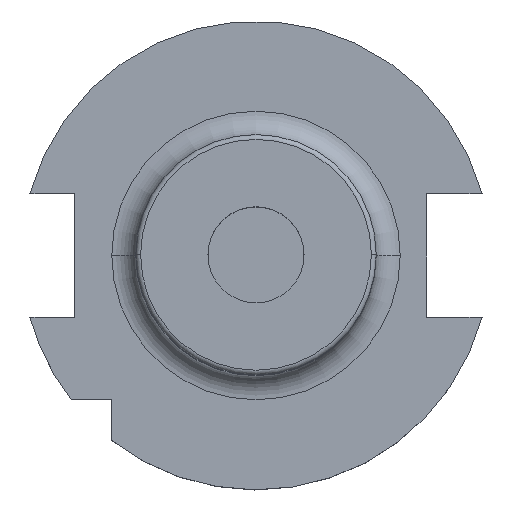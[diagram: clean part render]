
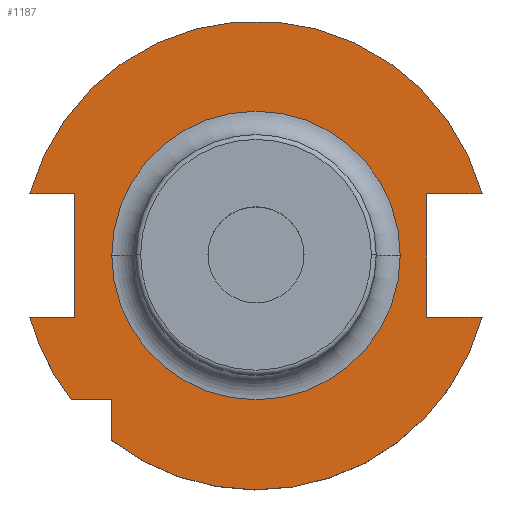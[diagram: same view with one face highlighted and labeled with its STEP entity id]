
A CAD part, top view. The second image highlights one B-rep face of the part: STEP entity #1187.
In plain terms, the highlighted planar face has unit normal (0, 0, 1).
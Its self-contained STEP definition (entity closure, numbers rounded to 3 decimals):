
#15 = CARTESIAN_POINT ( 'NONE',  ( 47.026, 12.85, 19.1 ) ) ;
#29 = LINE ( 'NONE', #858, #1740 ) ;
#60 = CARTESIAN_POINT ( 'NONE',  ( -63.7, -12.85, 19.1 ) ) ;
#68 = VECTOR ( 'NONE', #156, 1000. ) ;
#101 = FACE_OUTER_BOUND ( 'NONE', #443, .T. ) ;
#104 = DIRECTION ( 'NONE',  ( 0., -1., 0. ) ) ;
#108 = ORIENTED_EDGE ( 'NONE', *, *, #1421, .T. ) ;
#131 = VECTOR ( 'NONE', #104, 1000. ) ;
#146 = DIRECTION ( 'NONE',  ( -1., 0., 0. ) ) ;
#156 = DIRECTION ( 'NONE',  ( 0., 1., 0. ) ) ;
#161 = DIRECTION ( 'NONE',  ( -1., 0., 0. ) ) ;
#183 = ORIENTED_EDGE ( 'NONE', *, *, #628, .T. ) ;
#184 = DIRECTION ( 'NONE',  ( 1., 0., 0. ) ) ;
#199 = CARTESIAN_POINT ( 'NONE',  ( -30., -30., 19.1 ) ) ;
#207 = EDGE_CURVE ( 'NONE', #241, #1811, #700, .T. ) ;
#241 = VERTEX_POINT ( 'NONE', #929 ) ;
#252 = CARTESIAN_POINT ( 'NONE',  ( 0., 0., 19.1 ) ) ;
#263 = CARTESIAN_POINT ( 'NONE',  ( -37.7, -12.85, 19.1 ) ) ;
#302 = DIRECTION ( 'NONE',  ( 1., 0., 0. ) ) ;
#307 = ORIENTED_EDGE ( 'NONE', *, *, #1993, .T. ) ;
#312 = VERTEX_POINT ( 'NONE', #1924 ) ;
#313 = CARTESIAN_POINT ( 'NONE',  ( 0., 0., 19.1 ) ) ;
#332 = VECTOR ( 'NONE', #302, 1000. ) ;
#381 = CARTESIAN_POINT ( 'NONE',  ( -30., -38.426, 19.1 ) ) ;
#420 = CARTESIAN_POINT ( 'NONE',  ( 0., 0., 19.1 ) ) ;
#430 = CARTESIAN_POINT ( 'NONE',  ( 0., 0., 19.1 ) ) ;
#436 = LINE ( 'NONE', #60, #2050 ) ;
#443 = EDGE_LOOP ( 'NONE', ( #1296, #1616, #865, #615, #543, #1176, #183, #1969, #108, #2060, #1515 ) ) ;
#492 = ORIENTED_EDGE ( 'NONE', *, *, #947, .T. ) ;
#501 = CARTESIAN_POINT ( 'NONE',  ( -63.7, 12.85, 19.1 ) ) ;
#504 = LINE ( 'NONE', #199, #1401 ) ;
#514 = VERTEX_POINT ( 'NONE', #1554 ) ;
#530 = CARTESIAN_POINT ( 'NONE',  ( 0., 0., 19.1 ) ) ;
#533 = FACE_BOUND ( 'NONE', #1591, .T. ) ;
#543 = ORIENTED_EDGE ( 'NONE', *, *, #725, .T. ) ;
#557 = CIRCLE ( 'NONE', #1797, 48.75 ) ;
#615 = ORIENTED_EDGE ( 'NONE', *, *, #1367, .T. ) ;
#628 = EDGE_CURVE ( 'NONE', #1460, #1458, #1153, .T. ) ;
#685 = VECTOR ( 'NONE', #1370, 1000. ) ;
#690 = CARTESIAN_POINT ( 'NONE',  ( 35.5, -12.85, 19.1 ) ) ;
#691 = DIRECTION ( 'NONE',  ( -1., 0., 0. ) ) ;
#700 = CIRCLE ( 'NONE', #1359, 48.75 ) ;
#713 = DIRECTION ( 'NONE',  ( -1., 0., 0. ) ) ;
#717 = LINE ( 'NONE', #928, #332 ) ;
#725 = EDGE_CURVE ( 'NONE', #1118, #1024, #29, .T. ) ;
#784 = DIRECTION ( 'NONE',  ( 0., 0., -1. ) ) ;
#785 = CARTESIAN_POINT ( 'NONE',  ( 30., 0., 19.1 ) ) ;
#799 = EDGE_CURVE ( 'NONE', #241, #312, #717, .T. ) ;
#806 = EDGE_CURVE ( 'NONE', #1458, #1295, #1639, .T. ) ;
#817 = DIRECTION ( 'NONE',  ( 0., 0., -1. ) ) ;
#828 = DIRECTION ( 'NONE',  ( 0., -1., 0. ) ) ;
#855 = DIRECTION ( 'NONE',  ( 0., 0., -1. ) ) ;
#858 = CARTESIAN_POINT ( 'NONE',  ( 35.5, 12.85, 19.1 ) ) ;
#865 = ORIENTED_EDGE ( 'NONE', *, *, #1593, .T. ) ;
#887 = VERTEX_POINT ( 'NONE', #785 ) ;
#900 = CIRCLE ( 'NONE', #1941, 30. ) ;
#928 = CARTESIAN_POINT ( 'NONE',  ( -45., -30., 19.1 ) ) ;
#929 = CARTESIAN_POINT ( 'NONE',  ( -38.426, -30., 19.1 ) ) ;
#947 = EDGE_CURVE ( 'NONE', #514, #887, #900, .T. ) ;
#1024 = VERTEX_POINT ( 'NONE', #15 ) ;
#1055 = LINE ( 'NONE', #1111, #68 ) ;
#1096 = VECTOR ( 'NONE', #184, 1000. ) ;
#1101 = DIRECTION ( 'NONE',  ( -1., 0., 0. ) ) ;
#1111 = CARTESIAN_POINT ( 'NONE',  ( 35.5, 12.85, 19.1 ) ) ;
#1118 = VERTEX_POINT ( 'NONE', #1252 ) ;
#1153 = LINE ( 'NONE', #501, #1096 ) ;
#1176 = ORIENTED_EDGE ( 'NONE', *, *, #1202, .F. ) ;
#1187 = ADVANCED_FACE ( 'NONE', ( #533, #101 ), #1921, .F. ) ;
#1191 = LINE ( 'NONE', #1978, #685 ) ;
#1202 = EDGE_CURVE ( 'NONE', #1460, #1024, #557, .T. ) ;
#1204 = DIRECTION ( 'NONE',  ( -1., 0., 0. ) ) ;
#1206 = AXIS2_PLACEMENT_3D ( 'NONE', #420, #2007, #1204 ) ;
#1217 = VERTEX_POINT ( 'NONE', #381 ) ;
#1252 = CARTESIAN_POINT ( 'NONE',  ( 35.5, 12.85, 19.1 ) ) ;
#1290 = EDGE_CURVE ( 'NONE', #1688, #1217, #1955, .T. ) ;
#1293 = CARTESIAN_POINT ( 'NONE',  ( -47.026, -12.85, 19.1 ) ) ;
#1295 = VERTEX_POINT ( 'NONE', #263 ) ;
#1296 = ORIENTED_EDGE ( 'NONE', *, *, #1839, .T. ) ;
#1310 = CARTESIAN_POINT ( 'NONE',  ( -47.026, 12.85, 19.1 ) ) ;
#1321 = DIRECTION ( 'NONE',  ( 1., 0., 0. ) ) ;
#1359 = AXIS2_PLACEMENT_3D ( 'NONE', #430, #1514, #161 ) ;
#1367 = EDGE_CURVE ( 'NONE', #1439, #1118, #1055, .T. ) ;
#1370 = DIRECTION ( 'NONE',  ( -1., 0., 0. ) ) ;
#1375 = CARTESIAN_POINT ( 'NONE',  ( -37.7, 12.85, 19.1 ) ) ;
#1401 = VECTOR ( 'NONE', #828, 1000. ) ;
#1421 = EDGE_CURVE ( 'NONE', #1295, #1811, #436, .T. ) ;
#1439 = VERTEX_POINT ( 'NONE', #690 ) ;
#1458 = VERTEX_POINT ( 'NONE', #1775 ) ;
#1460 = VERTEX_POINT ( 'NONE', #1310 ) ;
#1479 = DIRECTION ( 'NONE',  ( -1., 0., 0. ) ) ;
#1514 = DIRECTION ( 'NONE',  ( 0., 0., -1. ) ) ;
#1515 = ORIENTED_EDGE ( 'NONE', *, *, #799, .T. ) ;
#1542 = AXIS2_PLACEMENT_3D ( 'NONE', #530, #817, #691 ) ;
#1554 = CARTESIAN_POINT ( 'NONE',  ( -30., 0., 19.1 ) ) ;
#1591 = EDGE_LOOP ( 'NONE', ( #492, #307 ) ) ;
#1593 = EDGE_CURVE ( 'NONE', #1688, #1439, #1191, .T. ) ;
#1616 = ORIENTED_EDGE ( 'NONE', *, *, #1290, .F. ) ;
#1639 = LINE ( 'NONE', #1375, #131 ) ;
#1671 = AXIS2_PLACEMENT_3D ( 'NONE', #313, #784, #146 ) ;
#1688 = VERTEX_POINT ( 'NONE', #1880 ) ;
#1740 = VECTOR ( 'NONE', #1321, 1000. ) ;
#1775 = CARTESIAN_POINT ( 'NONE',  ( -37.7, 12.85, 19.1 ) ) ;
#1797 = AXIS2_PLACEMENT_3D ( 'NONE', #252, #855, #713 ) ;
#1811 = VERTEX_POINT ( 'NONE', #1293 ) ;
#1839 = EDGE_CURVE ( 'NONE', #312, #1217, #504, .T. ) ;
#1847 = CIRCLE ( 'NONE', #1671, 30. ) ;
#1880 = CARTESIAN_POINT ( 'NONE',  ( 47.026, -12.85, 19.1 ) ) ;
#1921 = PLANE ( 'NONE',  #1542 ) ;
#1924 = CARTESIAN_POINT ( 'NONE',  ( -30., -30., 19.1 ) ) ;
#1941 = AXIS2_PLACEMENT_3D ( 'NONE', #2029, #2051, #1101 ) ;
#1955 = CIRCLE ( 'NONE', #1206, 48.75 ) ;
#1969 = ORIENTED_EDGE ( 'NONE', *, *, #806, .T. ) ;
#1978 = CARTESIAN_POINT ( 'NONE',  ( 35.5, -12.85, 19.1 ) ) ;
#1993 = EDGE_CURVE ( 'NONE', #887, #514, #1847, .T. ) ;
#2007 = DIRECTION ( 'NONE',  ( 0., 0., -1. ) ) ;
#2029 = CARTESIAN_POINT ( 'NONE',  ( 0., 0., 19.1 ) ) ;
#2050 = VECTOR ( 'NONE', #1479, 1000. ) ;
#2051 = DIRECTION ( 'NONE',  ( 0., 0., -1. ) ) ;
#2060 = ORIENTED_EDGE ( 'NONE', *, *, #207, .F. ) ;
